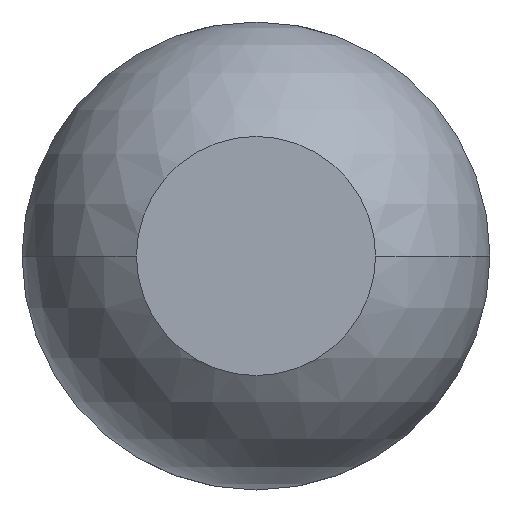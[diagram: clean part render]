
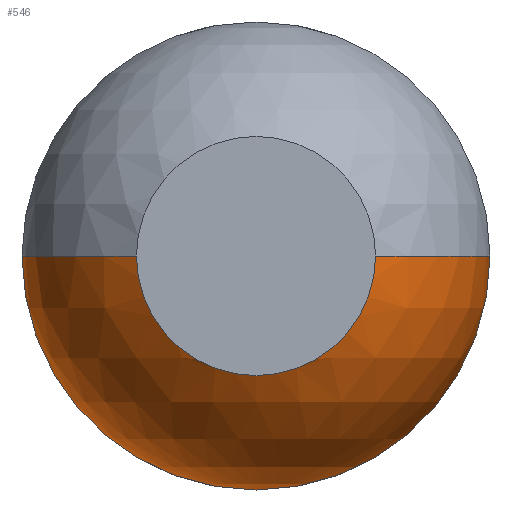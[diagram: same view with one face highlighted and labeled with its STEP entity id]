
A CAD part, front view. The second image highlights one B-rep face of the part: STEP entity #546.
In plain terms, the highlighted spherical face has radius 0.685 mm.
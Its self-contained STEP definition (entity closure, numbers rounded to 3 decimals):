
#22 = DIRECTION ( 'NONE',  ( 0., -1., 0. ) ) ;
#66 = VERTEX_POINT ( 'NONE', #3940 ) ;
#255 = EDGE_CURVE ( 'NONE', #510, #66, #1684, .T. ) ;
#281 = CIRCLE ( 'NONE', #520, 0.685 ) ;
#348 = CARTESIAN_POINT ( 'NONE',  ( 0., -29.411, -0.685 ) ) ;
#385 = CARTESIAN_POINT ( 'NONE',  ( 0., -29.411, 0. ) ) ;
#461 = EDGE_CURVE ( 'Defeature ausgef�hrt1_15+Defeature ausgef�hrt1_4+Defeature ausgef�hrt1_4+Defeature ausgef�hrt1_4', #1535, #481, #3128, .T. ) ;
#481 = VERTEX_POINT ( 'NONE', #3132 ) ;
#510 = VERTEX_POINT ( 'NONE', #3409 ) ;
#520 = AXIS2_PLACEMENT_3D ( 'NONE', #1383, #2939, #1084 ) ;
#546 = ADVANCED_FACE ( 'Defeature ausgef�hrt1_4', ( #1082 ), #985, .T. ) ;
#660 = EDGE_LOOP ( 'NONE', ( #2999, #3139, #1400, #4020, #3706, #1131 ) ) ;
#746 = CARTESIAN_POINT ( 'NONE',  ( 0., -29.411, 0. ) ) ;
#973 = DIRECTION ( 'NONE',  ( 0., 0., -1. ) ) ;
#985 = SPHERICAL_SURFACE ( 'NONE', #1977, 0.685 ) ;
#1015 = DIRECTION ( 'NONE',  ( 1., 0., 0. ) ) ;
#1021 = DIRECTION ( 'NONE',  ( 0., 0., 1. ) ) ;
#1073 = CIRCLE ( 'NONE', #3164, 0.35 ) ;
#1082 = FACE_OUTER_BOUND ( 'NONE', #660, .T. ) ;
#1084 = DIRECTION ( 'NONE',  ( 0., 0., 1. ) ) ;
#1100 = VERTEX_POINT ( 'NONE', #2244 ) ;
#1131 = ORIENTED_EDGE ( 'NONE', *, *, #3256, .F. ) ;
#1212 = CARTESIAN_POINT ( 'NONE',  ( -0.35, -30., 0. ) ) ;
#1267 = CARTESIAN_POINT ( 'NONE',  ( 0., -30., 0. ) ) ;
#1294 = DIRECTION ( 'NONE',  ( 0., 0., 1. ) ) ;
#1331 = DIRECTION ( 'NONE',  ( 0., -1., 0. ) ) ;
#1383 = CARTESIAN_POINT ( 'NONE',  ( 0., -29.411, 0. ) ) ;
#1400 = ORIENTED_EDGE ( 'NONE', *, *, #1727, .F. ) ;
#1535 = VERTEX_POINT ( 'NONE', #1212 ) ;
#1603 = AXIS2_PLACEMENT_3D ( 'NONE', #1267, #22, #973 ) ;
#1684 = CIRCLE ( 'NONE', #3893, 0.685 ) ;
#1727 = EDGE_CURVE ( 'Defeature ausgef�hrt1_5+Defeature ausgef�hrt1_4+Defeature ausgef�hrt1_4+Defeature ausgef�hrt1_4', #3341, #1100, #281, .T. ) ;
#1977 = AXIS2_PLACEMENT_3D ( 'NONE', #3189, #3462, #1015 ) ;
#2158 = EDGE_CURVE ( 'Defeature ausgef�hrt1_5+Defeature ausgef�hrt1_4+Defeature ausgef�hrt1_4+Defeature ausgef�hrt1_4', #66, #3341, #2775, .T. ) ;
#2244 = CARTESIAN_POINT ( 'NONE',  ( -0.685, -29.411, 0. ) ) ;
#2245 = CARTESIAN_POINT ( 'NONE',  ( 0., -30., 0. ) ) ;
#2555 = EDGE_CURVE ( 'NONE', #1535, #1100, #3796, .T. ) ;
#2585 = DIRECTION ( 'NONE',  ( 0., 0., -1. ) ) ;
#2775 = CIRCLE ( 'NONE', #3240, 0.685 ) ;
#2923 = DIRECTION ( 'NONE',  ( 0., 1., 0. ) ) ;
#2939 = DIRECTION ( 'NONE',  ( 0., 1., 0. ) ) ;
#2947 = DIRECTION ( 'NONE',  ( -1., 0., 0. ) ) ;
#2999 = ORIENTED_EDGE ( 'NONE', *, *, #461, .F. ) ;
#3128 = CIRCLE ( 'NONE', #1603, 0.35 ) ;
#3132 = CARTESIAN_POINT ( 'NONE',  ( 0., -30., -0.35 ) ) ;
#3139 = ORIENTED_EDGE ( 'NONE', *, *, #2555, .T. ) ;
#3164 = AXIS2_PLACEMENT_3D ( 'NONE', #2245, #1331, #3493 ) ;
#3189 = CARTESIAN_POINT ( 'NONE',  ( 0., -29.411, 0. ) ) ;
#3240 = AXIS2_PLACEMENT_3D ( 'NONE', #746, #2923, #1021 ) ;
#3256 = EDGE_CURVE ( 'Defeature ausgef�hrt1_15+Defeature ausgef�hrt1_4+Defeature ausgef�hrt1_4+Defeature ausgef�hrt1_4', #481, #510, #1073, .T. ) ;
#3259 = CARTESIAN_POINT ( 'NONE',  ( 0., -29.411, 0. ) ) ;
#3341 = VERTEX_POINT ( 'NONE', #348 ) ;
#3409 = CARTESIAN_POINT ( 'NONE',  ( 0.35, -30., 0. ) ) ;
#3462 = DIRECTION ( 'NONE',  ( 0., 0., -1. ) ) ;
#3488 = DIRECTION ( 'NONE',  ( 1., 0., 0. ) ) ;
#3493 = DIRECTION ( 'NONE',  ( 0., 0., -1. ) ) ;
#3694 = AXIS2_PLACEMENT_3D ( 'NONE', #3259, #2585, #2947 ) ;
#3706 = ORIENTED_EDGE ( 'NONE', *, *, #255, .F. ) ;
#3796 = CIRCLE ( 'NONE', #3694, 0.685 ) ;
#3893 = AXIS2_PLACEMENT_3D ( 'NONE', #385, #1294, #3488 ) ;
#3940 = CARTESIAN_POINT ( 'NONE',  ( 0.685, -29.411, 0. ) ) ;
#4020 = ORIENTED_EDGE ( 'NONE', *, *, #2158, .F. ) ;
